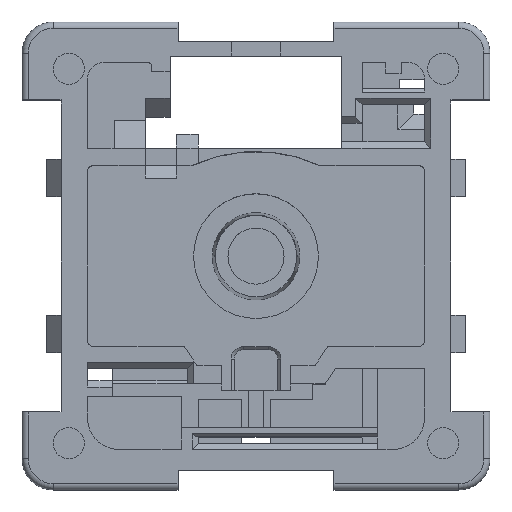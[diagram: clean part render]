
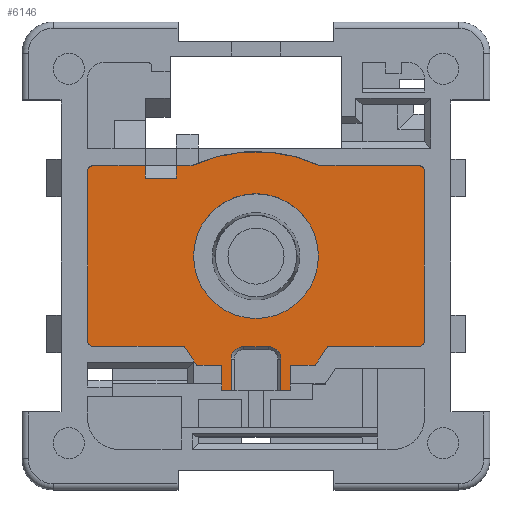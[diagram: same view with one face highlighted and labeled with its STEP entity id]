
A CAD part, top view. The second image highlights one B-rep face of the part: STEP entity #6146.
In plain terms, the highlighted planar face has unit normal (0, 0, 1).
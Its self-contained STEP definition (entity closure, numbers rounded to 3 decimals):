
#2374 = VERTEX_POINT('',#2375);
#2375 = CARTESIAN_POINT('',(-3.55,2.5,0.6));
#2381 = EDGE_CURVE('',#2374,#2382,#2384,.T.);
#2382 = VERTEX_POINT('',#2383);
#2383 = CARTESIAN_POINT('',(-3.55,2.9,0.6));
#2384 = LINE('',#2385,#2386);
#2385 = CARTESIAN_POINT('',(-3.55,0.,0.6));
#2386 = VECTOR('',#2387,1.);
#2387 = DIRECTION('',(0.,1.,0.));
#2437 = EDGE_CURVE('',#2438,#2382,#2440,.T.);
#2438 = VERTEX_POINT('',#2439);
#2439 = CARTESIAN_POINT('',(-5.2,2.9,0.6));
#2440 = LINE('',#2441,#2442);
#2441 = CARTESIAN_POINT('',(-2.6,2.9,0.6));
#2442 = VECTOR('',#2443,1.);
#2443 = DIRECTION('',(1.,0.,0.));
#2582 = VERTEX_POINT('',#2583);
#2583 = CARTESIAN_POINT('',(-5.4,2.7,0.6));
#2589 = EDGE_CURVE('',#2582,#2438,#2590,.T.);
#2590 = CIRCLE('',#2591,0.2);
#2591 = AXIS2_PLACEMENT_3D('',#2592,#2593,#2594);
#2592 = CARTESIAN_POINT('',(-5.2,2.7,0.6));
#2593 = DIRECTION('',(0.,0.,-1.));
#2594 = DIRECTION('',(1.,0.,0.));
#2639 = EDGE_CURVE('',#2582,#2640,#2642,.T.);
#2640 = VERTEX_POINT('',#2641);
#2641 = CARTESIAN_POINT('',(-5.4,-2.7,0.6));
#2642 = LINE('',#2643,#2644);
#2643 = CARTESIAN_POINT('',(-5.4,1.35,0.6));
#2644 = VECTOR('',#2645,1.);
#2645 = DIRECTION('',(0.,-1.,0.));
#2689 = VERTEX_POINT('',#2690);
#2690 = CARTESIAN_POINT('',(-5.2,-2.9,0.6));
#2696 = EDGE_CURVE('',#2689,#2640,#2697,.T.);
#2697 = CIRCLE('',#2698,0.2);
#2698 = AXIS2_PLACEMENT_3D('',#2699,#2700,#2701);
#2699 = CARTESIAN_POINT('',(-5.2,-2.7,0.6));
#2700 = DIRECTION('',(0.,0.,-1.));
#2701 = DIRECTION('',(1.,0.,0.));
#2739 = EDGE_CURVE('',#2689,#2740,#2742,.T.);
#2740 = VERTEX_POINT('',#2741);
#2741 = CARTESIAN_POINT('',(-2.3,-2.9,0.6));
#2742 = LINE('',#2743,#2744);
#2743 = CARTESIAN_POINT('',(-2.6,-2.9,0.6));
#2744 = VECTOR('',#2745,1.);
#2745 = DIRECTION('',(1.,0.,0.));
#2788 = EDGE_CURVE('',#2740,#2789,#2791,.T.);
#2789 = VERTEX_POINT('',#2790);
#2790 = CARTESIAN_POINT('',(-1.9,-3.5,0.6));
#2791 = LINE('',#2792,#2793);
#2792 = CARTESIAN_POINT('',(-2.615,-2.427,0.6));
#2793 = VECTOR('',#2794,1.);
#2794 = DIRECTION('',(0.555,-0.832,0.));
#2892 = EDGE_CURVE('',#2789,#2893,#2895,.T.);
#2893 = VERTEX_POINT('',#2894);
#2894 = CARTESIAN_POINT('',(-1.1,-3.5,0.6));
#2895 = LINE('',#2896,#2897);
#2896 = CARTESIAN_POINT('',(-0.95,-3.5,0.6));
#2897 = VECTOR('',#2898,1.);
#2898 = DIRECTION('',(1.,0.,0.));
#2940 = EDGE_CURVE('',#2893,#2941,#2943,.T.);
#2941 = VERTEX_POINT('',#2942);
#2942 = CARTESIAN_POINT('',(-1.1,-4.3,0.6));
#2943 = LINE('',#2944,#2945);
#2944 = CARTESIAN_POINT('',(-1.1,-1.75,0.6));
#2945 = VECTOR('',#2946,1.);
#2946 = DIRECTION('',(0.,-1.,0.));
#4285 = VERTEX_POINT('',#4286);
#4286 = CARTESIAN_POINT('',(-2.05,2.9,0.6));
#4294 = EDGE_CURVE('',#4285,#4295,#4297,.T.);
#4295 = VERTEX_POINT('',#4296);
#4296 = CARTESIAN_POINT('',(2.05,2.9,0.6));
#4297 = CIRCLE('',#4298,4.87);
#4298 = AXIS2_PLACEMENT_3D('',#4299,#4300,#4301);
#4299 = CARTESIAN_POINT('',(0.,-1.517,0.6));
#4300 = DIRECTION('',(0.,0.,-1.));
#4301 = DIRECTION('',(1.,0.,0.));
#4350 = EDGE_CURVE('',#4351,#4295,#4353,.T.);
#4351 = VERTEX_POINT('',#4352);
#4352 = CARTESIAN_POINT('',(5.2,2.9,0.6));
#4353 = LINE('',#4354,#4355);
#4354 = CARTESIAN_POINT('',(2.6,2.9,0.6));
#4355 = VECTOR('',#4356,1.);
#4356 = DIRECTION('',(-1.,0.,0.));
#4415 = EDGE_CURVE('',#4351,#4416,#4418,.T.);
#4416 = VERTEX_POINT('',#4417);
#4417 = CARTESIAN_POINT('',(5.4,2.7,0.6));
#4418 = CIRCLE('',#4419,0.2);
#4419 = AXIS2_PLACEMENT_3D('',#4420,#4421,#4422);
#4420 = CARTESIAN_POINT('',(5.2,2.7,0.6));
#4421 = DIRECTION('',(0.,0.,-1.));
#4422 = DIRECTION('',(1.,0.,0.));
#4439 = EDGE_CURVE('',#4440,#4442,#4444,.T.);
#4440 = VERTEX_POINT('',#4441);
#4441 = CARTESIAN_POINT('',(1.1,-4.3,0.6));
#4442 = VERTEX_POINT('',#4443);
#4443 = CARTESIAN_POINT('',(1.1,-3.5,0.6));
#4444 = LINE('',#4445,#4446);
#4445 = CARTESIAN_POINT('',(1.1,-2.15,0.6));
#4446 = VECTOR('',#4447,1.);
#4447 = DIRECTION('',(0.,1.,0.));
#4479 = EDGE_CURVE('',#4416,#4480,#4482,.T.);
#4480 = VERTEX_POINT('',#4481);
#4481 = CARTESIAN_POINT('',(5.4,-2.7,0.6));
#4482 = LINE('',#4483,#4484);
#4483 = CARTESIAN_POINT('',(5.4,1.35,0.6));
#4484 = VECTOR('',#4485,1.);
#4485 = DIRECTION('',(0.,-1.,0.));
#4503 = EDGE_CURVE('',#4442,#4504,#4506,.T.);
#4504 = VERTEX_POINT('',#4505);
#4505 = CARTESIAN_POINT('',(1.9,-3.5,0.6));
#4506 = LINE('',#4507,#4508);
#4507 = CARTESIAN_POINT('',(0.55,-3.5,0.6));
#4508 = VECTOR('',#4509,1.);
#4509 = DIRECTION('',(1.,0.,0.));
#4528 = EDGE_CURVE('',#4480,#4529,#4531,.T.);
#4529 = VERTEX_POINT('',#4530);
#4530 = CARTESIAN_POINT('',(5.2,-2.9,0.6));
#4531 = CIRCLE('',#4532,0.2);
#4532 = AXIS2_PLACEMENT_3D('',#4533,#4534,#4535);
#4533 = CARTESIAN_POINT('',(5.2,-2.7,0.6));
#4534 = DIRECTION('',(0.,0.,-1.));
#4535 = DIRECTION('',(1.,0.,0.));
#4552 = EDGE_CURVE('',#4504,#4553,#4555,.T.);
#4553 = VERTEX_POINT('',#4554);
#4554 = CARTESIAN_POINT('',(2.3,-2.9,0.6));
#4555 = LINE('',#4556,#4557);
#4556 = CARTESIAN_POINT('',(2.415,-2.727,0.6));
#4557 = VECTOR('',#4558,1.);
#4558 = DIRECTION('',(0.555,0.832,0.));
#4576 = EDGE_CURVE('',#4553,#4529,#4577,.T.);
#4577 = LINE('',#4578,#4579);
#4578 = CARTESIAN_POINT('',(1.15,-2.9,0.6));
#4579 = VECTOR('',#4580,1.);
#4580 = DIRECTION('',(1.,0.,0.));
#6146 = ADVANCED_FACE('',(#6147,#6245),#6256,.T.);
#6147 = FACE_BOUND('',#6148,.T.);
#6148 = EDGE_LOOP('',(#6149,#6150,#6158,#6166,#6175,#6183,#6192,#6200,
    #6206,#6207,#6208,#6209,#6210,#6211,#6212,#6213,#6214,#6215,#6223,
    #6231,#6237,#6238,#6239,#6240,#6241,#6242,#6243,#6244));
#6149 = ORIENTED_EDGE('',*,*,#2940,.T.);
#6150 = ORIENTED_EDGE('',*,*,#6151,.T.);
#6151 = EDGE_CURVE('',#2941,#6152,#6154,.T.);
#6152 = VERTEX_POINT('',#6153);
#6153 = CARTESIAN_POINT('',(-0.8,-4.3,0.6));
#6154 = LINE('',#6155,#6156);
#6155 = CARTESIAN_POINT('',(-0.55,-4.3,0.6));
#6156 = VECTOR('',#6157,1.);
#6157 = DIRECTION('',(1.,0.,0.));
#6158 = ORIENTED_EDGE('',*,*,#6159,.T.);
#6159 = EDGE_CURVE('',#6152,#6160,#6162,.T.);
#6160 = VERTEX_POINT('',#6161);
#6161 = CARTESIAN_POINT('',(-0.8,-3.3,0.6));
#6162 = LINE('',#6163,#6164);
#6163 = CARTESIAN_POINT('',(-0.8,-1.65,0.6));
#6164 = VECTOR('',#6165,1.);
#6165 = DIRECTION('',(0.,1.,0.));
#6166 = ORIENTED_EDGE('',*,*,#6167,.T.);
#6167 = EDGE_CURVE('',#6160,#6168,#6170,.T.);
#6168 = VERTEX_POINT('',#6169);
#6169 = CARTESIAN_POINT('',(-0.4,-2.9,0.6));
#6170 = CIRCLE('',#6171,0.4);
#6171 = AXIS2_PLACEMENT_3D('',#6172,#6173,#6174);
#6172 = CARTESIAN_POINT('',(-0.4,-3.3,0.6));
#6173 = DIRECTION('',(0.,0.,-1.));
#6174 = DIRECTION('',(1.,0.,0.));
#6175 = ORIENTED_EDGE('',*,*,#6176,.F.);
#6176 = EDGE_CURVE('',#6177,#6168,#6179,.T.);
#6177 = VERTEX_POINT('',#6178);
#6178 = CARTESIAN_POINT('',(0.4,-2.9,0.6));
#6179 = LINE('',#6180,#6181);
#6180 = CARTESIAN_POINT('',(-0.2,-2.9,0.6));
#6181 = VECTOR('',#6182,1.);
#6182 = DIRECTION('',(-1.,0.,0.));
#6183 = ORIENTED_EDGE('',*,*,#6184,.T.);
#6184 = EDGE_CURVE('',#6177,#6185,#6187,.T.);
#6185 = VERTEX_POINT('',#6186);
#6186 = CARTESIAN_POINT('',(0.8,-3.3,0.6));
#6187 = CIRCLE('',#6188,0.4);
#6188 = AXIS2_PLACEMENT_3D('',#6189,#6190,#6191);
#6189 = CARTESIAN_POINT('',(0.4,-3.3,0.6));
#6190 = DIRECTION('',(0.,0.,-1.));
#6191 = DIRECTION('',(1.,0.,0.));
#6192 = ORIENTED_EDGE('',*,*,#6193,.T.);
#6193 = EDGE_CURVE('',#6185,#6194,#6196,.T.);
#6194 = VERTEX_POINT('',#6195);
#6195 = CARTESIAN_POINT('',(0.8,-4.3,0.6));
#6196 = LINE('',#6197,#6198);
#6197 = CARTESIAN_POINT('',(0.8,-3.1,0.6));
#6198 = VECTOR('',#6199,1.);
#6199 = DIRECTION('',(0.,-1.,0.));
#6200 = ORIENTED_EDGE('',*,*,#6201,.T.);
#6201 = EDGE_CURVE('',#6194,#4440,#6202,.T.);
#6202 = LINE('',#6203,#6204);
#6203 = CARTESIAN_POINT('',(-0.55,-4.3,0.6));
#6204 = VECTOR('',#6205,1.);
#6205 = DIRECTION('',(1.,0.,0.));
#6206 = ORIENTED_EDGE('',*,*,#4439,.T.);
#6207 = ORIENTED_EDGE('',*,*,#4503,.T.);
#6208 = ORIENTED_EDGE('',*,*,#4552,.T.);
#6209 = ORIENTED_EDGE('',*,*,#4576,.T.);
#6210 = ORIENTED_EDGE('',*,*,#4528,.F.);
#6211 = ORIENTED_EDGE('',*,*,#4479,.F.);
#6212 = ORIENTED_EDGE('',*,*,#4415,.F.);
#6213 = ORIENTED_EDGE('',*,*,#4350,.T.);
#6214 = ORIENTED_EDGE('',*,*,#4294,.F.);
#6215 = ORIENTED_EDGE('',*,*,#6216,.F.);
#6216 = EDGE_CURVE('',#6217,#4285,#6219,.T.);
#6217 = VERTEX_POINT('',#6218);
#6218 = CARTESIAN_POINT('',(-2.55,2.9,0.6));
#6219 = LINE('',#6220,#6221);
#6220 = CARTESIAN_POINT('',(-2.6,2.9,0.6));
#6221 = VECTOR('',#6222,1.);
#6222 = DIRECTION('',(1.,0.,0.));
#6223 = ORIENTED_EDGE('',*,*,#6224,.T.);
#6224 = EDGE_CURVE('',#6217,#6225,#6227,.T.);
#6225 = VERTEX_POINT('',#6226);
#6226 = CARTESIAN_POINT('',(-2.55,2.5,0.6));
#6227 = LINE('',#6228,#6229);
#6228 = CARTESIAN_POINT('',(-2.55,1.85,0.6));
#6229 = VECTOR('',#6230,1.);
#6230 = DIRECTION('',(0.,-1.,0.));
#6231 = ORIENTED_EDGE('',*,*,#6232,.T.);
#6232 = EDGE_CURVE('',#6225,#2374,#6233,.T.);
#6233 = LINE('',#6234,#6235);
#6234 = CARTESIAN_POINT('',(-2.55,2.5,0.6));
#6235 = VECTOR('',#6236,1.);
#6236 = DIRECTION('',(-1.,0.,0.));
#6237 = ORIENTED_EDGE('',*,*,#2381,.T.);
#6238 = ORIENTED_EDGE('',*,*,#2437,.F.);
#6239 = ORIENTED_EDGE('',*,*,#2589,.F.);
#6240 = ORIENTED_EDGE('',*,*,#2639,.T.);
#6241 = ORIENTED_EDGE('',*,*,#2696,.F.);
#6242 = ORIENTED_EDGE('',*,*,#2739,.T.);
#6243 = ORIENTED_EDGE('',*,*,#2788,.T.);
#6244 = ORIENTED_EDGE('',*,*,#2892,.T.);
#6245 = FACE_BOUND('',#6246,.T.);
#6246 = EDGE_LOOP('',(#6247));
#6247 = ORIENTED_EDGE('',*,*,#6248,.T.);
#6248 = EDGE_CURVE('',#6249,#6249,#6251,.T.);
#6249 = VERTEX_POINT('',#6250);
#6250 = CARTESIAN_POINT('',(2.,0.,0.6));
#6251 = CIRCLE('',#6252,2.);
#6252 = AXIS2_PLACEMENT_3D('',#6253,#6254,#6255);
#6253 = CARTESIAN_POINT('',(0.,0.,0.6));
#6254 = DIRECTION('',(0.,0.,-1.));
#6255 = DIRECTION('',(1.,0.,0.));
#6256 = PLANE('',#6257);
#6257 = AXIS2_PLACEMENT_3D('',#6258,#6259,#6260);
#6258 = CARTESIAN_POINT('',(0.,0.,0.6));
#6259 = DIRECTION('',(0.,0.,1.));
#6260 = DIRECTION('',(1.,0.,0.));
